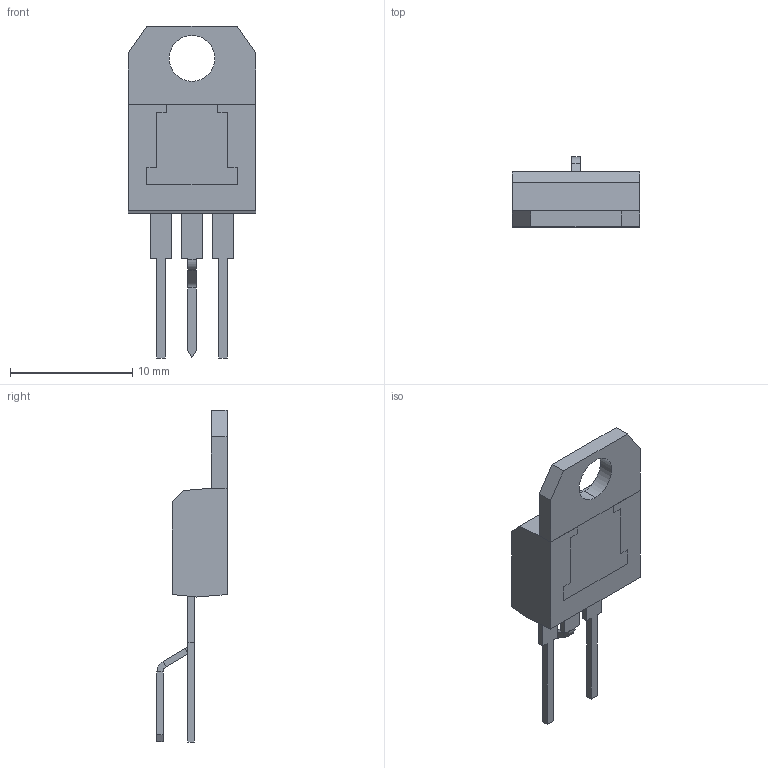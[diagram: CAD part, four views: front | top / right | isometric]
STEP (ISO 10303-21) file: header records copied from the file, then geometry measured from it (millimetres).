
FILE_DESCRIPTION (( 'STEP AP214' ), '1' );
FILE_NAME ('User Library-TO220.STEP', '2012-11-13T16:39:05', ( 'Windows User' ), ( '' ), 'SwSTEP 2.0', 'SolidWorks 2013', '' );
FILE_SCHEMA (( 'AUTOMOTIVE_DESIGN' ));
Length unit declared in the file: millimetre
Products named in the file (6): User Library-TO220_TO220A12V_tab; User Library-TO220_TO220A12V_pin_Diritto; User Library-TO220_TO220A12V_pin_Passo 2,54; User Library-TO220_TO220A12V_body; User Library-TO220
Assembly tree (5 placements, depth 2):
  User Library-TO220
    User Library-TO220_TO220A12V_body
    User Library-TO220_TO220A12V_tab
    User Library-TO220_TO220A12V_pin_Diritto
    User Library-TO220_TO220A12V_pin_Passo 2,54
    User Library-TO220_TO220A12V_pin_Diritto
Bounding box: 10.4 x 5.74 x 27.16 mm (x, y, z)
Volume: 543.2 mm3; surface area: 738.4 mm2
Topology: 5 solids, 5 shells, 78 faces, 188 edges, 120 vertices
Faces by surface type: plane 72, cylinder 6
Entity records: 2462 total; most frequent: CARTESIAN_POINT 394, ORIENTED_EDGE 376, DIRECTION 372, EDGE_CURVE 188, LINE 176, VECTOR 176, VERTEX_POINT 120, AXIS2_PLACEMENT_3D 98
